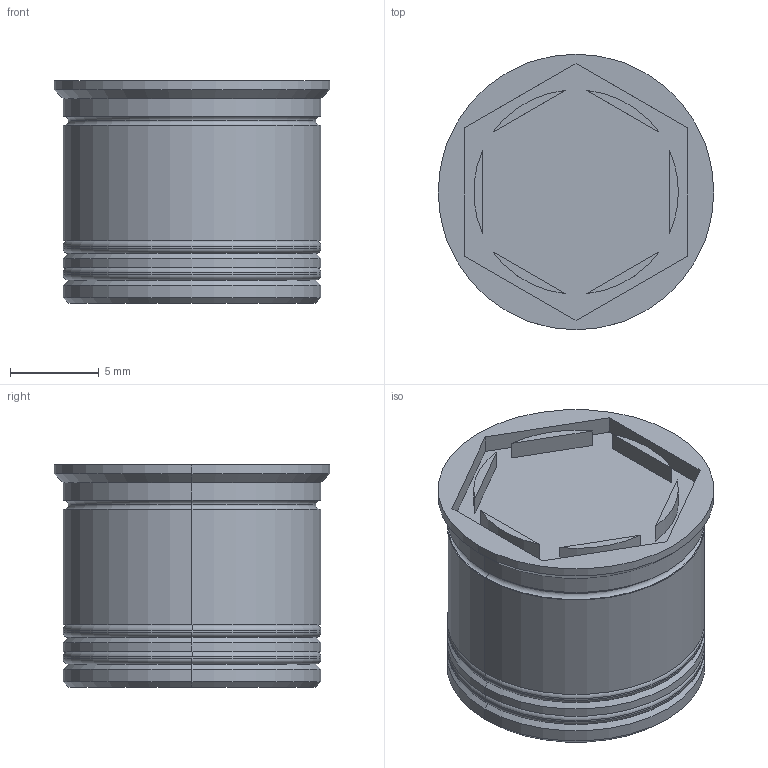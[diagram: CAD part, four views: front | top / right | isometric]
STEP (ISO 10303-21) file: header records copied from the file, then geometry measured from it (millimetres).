
FILE_DESCRIPTION (( 'STEP AP203' ), '1' );
FILE_NAME ('0fc3.STEP', '2023-10-07T10:56:31', ( '' ), ( '' ), 'SwSTEP 2.0', 'SolidWorks 2019', '' );
FILE_SCHEMA (( 'CONFIG_CONTROL_DESIGN' ));
Length unit declared in the file: millimetre
Products named in the file (1): 0fc3
Bounding box: 15.5 x 15.5 x 12.5 mm (x, y, z)
Volume: 2153.3 mm3; surface area: 1779.5 mm2
Topology: 3 solids, 3 shells, 74 faces, 147 edges, 90 vertices
Faces by surface type: plane 29, cylinder 25, torus 12, cone 8
Entity records: 1990 total; most frequent: DIRECTION 375, CARTESIAN_POINT 312, ORIENTED_EDGE 294, AXIS2_PLACEMENT_3D 153, EDGE_CURVE 147, VERTEX_POINT 90, EDGE_LOOP 85, CIRCLE 78
